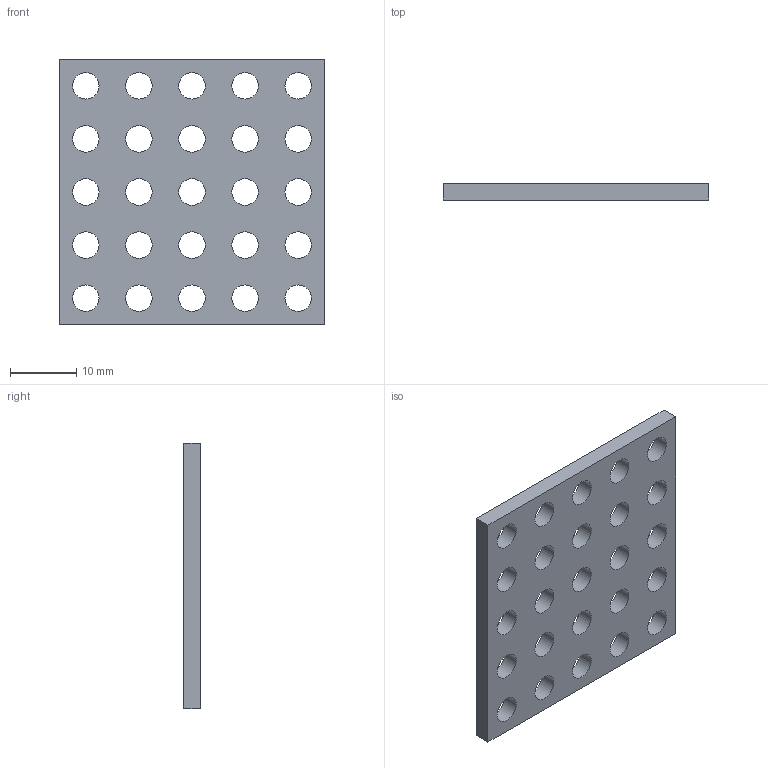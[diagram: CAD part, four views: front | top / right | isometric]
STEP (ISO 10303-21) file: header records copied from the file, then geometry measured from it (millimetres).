
FILE_DESCRIPTION( ( '' ), ' ' );
FILE_NAME( '5a2ac62e72ac810ef6302cf6.step', '2017-12-08T17:04:47', ( '' ), ( '' ), ' ', ' ', ' ' );
FILE_SCHEMA( ( 'AUTOMOTIVE_DESIGN { 1 0 10303 214 1 1 1 1 }' ) );
Length unit declared in the file: metre
Products named in the file (1): 1116-0040-0040
Bounding box: 40 x 2.5 x 40 mm (x, y, z)
Volume: 3214.6 mm3; surface area: 3757.1 mm2
Topology: 1 solids, 1 shells, 31 faces, 87 edges, 58 vertices
Faces by surface type: cylinder 25, plane 6
Full cylindrical faces by diameter (mm): 4 x25
Entity records: 1270 total; most frequent: DIRECTION 176, CARTESIAN_POINT 152, ORIENTED_EDGE 124, EDGE_LOOP 106, AXIS2_PLACEMENT_3D 82, EDGE_CURVE 62, VERTEX_POINT 58, FACE_OUTER_BOUND 56
